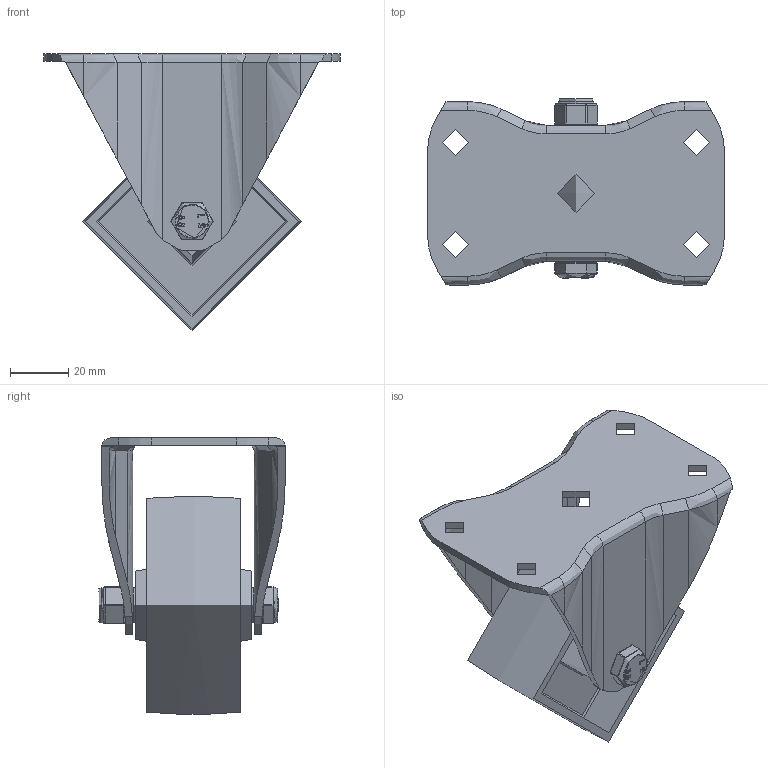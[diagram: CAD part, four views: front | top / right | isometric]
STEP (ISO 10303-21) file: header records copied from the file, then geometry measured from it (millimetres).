
FILE_DESCRIPTION(/* description */ (''),/* implementation_level */ '2;1');
FILE_NAME(/* name */ 'BZHF75CI.step',/* time_stamp */ '2024-05-03T11:11:48+01:00',/* author */ (''),/* organization */ (''),/* preprocessor_version */ 'ST-DEVELOPER v20',/* originating_system */ 'Autodesk Translation Framework v12.20.1.177',/* authorisation */ '');
FILE_SCHEMA (('AUTOMOTIVE_DESIGN { 1 0 10303 214 3 1 1 }'));
Length unit declared in the file: millimetre
Products named in the file (13): BZHF75CI; BZHF75AS v1; ZINC PLATED, PRESSED STEEL BRACKET; BZMM75WCI v1; CAST IRON WHEEL; TUBEM12X40 v1; ZINC PLATED STEEL TUBE; HEXBOLTM8X55Z8.8 v2; GRADE 8.8 ZINC PLATED BOLT; NYLOCM8Z v1; NYLOC NUT; NUT; RUBBER
Assembly tree (12 placements, depth 4):
  BZHF75CI
    BZHF75AS v1
      ZINC PLATED, PRESSED STEEL BRACKET
    BZMM75WCI v1
      CAST IRON WHEEL
    TUBEM12X40 v1
      ZINC PLATED STEEL TUBE
    HEXBOLTM8X55Z8.8 v2
      GRADE 8.8 ZINC PLATED BOLT
    NYLOCM8Z v1
      NYLOC NUT
        NUT
        RUBBER
Bounding box: 102 x 64.03 x 94.92 mm (x, y, z)
Volume: 102087.6 mm3; surface area: 56123.8 mm2
Topology: 6 solids, 6 shells, 329 faces, 799 edges, 491 vertices
Faces by surface type: cylinder 155, plane 98, bspline 25, torus 24, sphere 24, cone 3
Full cylindrical faces by diameter (mm): 0.664 x2, 6.446 x7, 7.866 x13, 8 x3, 8.2 x2, 8.4 x1, 8.6 x2, 9 x4, 11.5 x1, 11.9 x1, 12.1 x1, 12.2 x1, 13 x1, 65.5 x2
Entity records: 15833 total; most frequent: CARTESIAN_POINT 7982, ORIENTED_EDGE 1586, DIRECTION 1553, EDGE_CURVE 793, AXIS2_PLACEMENT_3D 602, VERTEX_POINT 491, EDGE_LOOP 366, LINE 349
